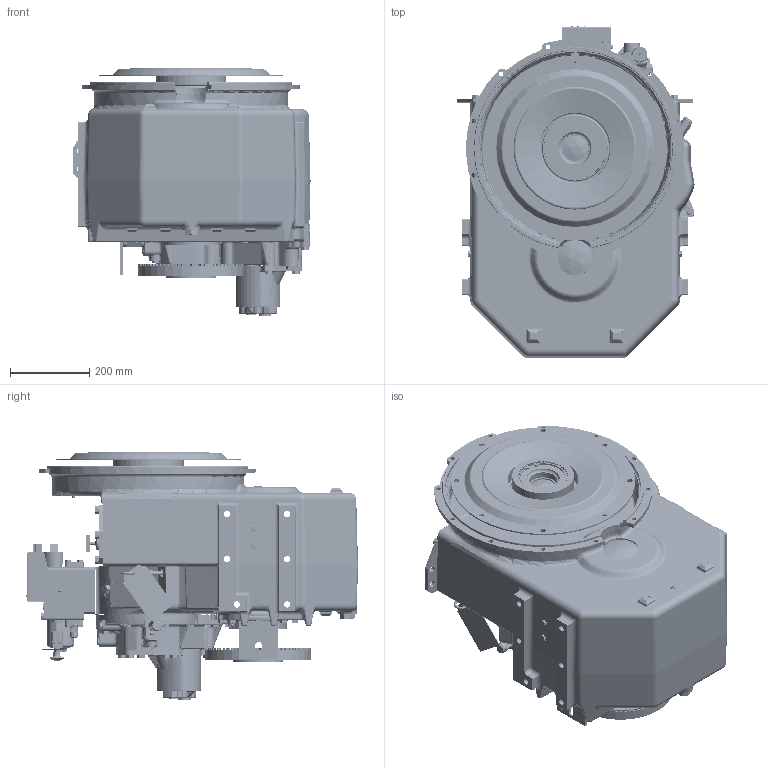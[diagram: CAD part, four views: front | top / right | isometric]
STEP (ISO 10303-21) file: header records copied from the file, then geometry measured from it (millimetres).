
FILE_DESCRIPTION (( 'STEP AP214' ), '1' );
FILE_NAME ('PX13298F.STEP', '2018-04-20T08:07:55', ( '' ), ( '' ), 'SwSTEP 2.0', 'SolidWorks 2015', '' );
FILE_SCHEMA (( 'AUTOMOTIVE_DESIGN' ));
Length unit declared in the file: millimetre
Products named in the file (1): PX13298F
Bounding box: 599.57 x 839.71 x 626.26 mm (x, y, z)
Surface area: 3475189.9 mm2 (no closed solid volume)
Topology: 0 solids, 351 shells, 4010 faces, 16215 edges, 12010 vertices
Faces by surface type: plane 1543, cylinder 1272, bspline 575, cone 262, torus 251, sphere 107
Full cylindrical faces by diameter (mm): 0.686 x1, 2.54 x5, 3 x2, 5 x1, 6 x1, 6.35 x3, 7.144 x1, 7.88 x1, 7.938 x2, 8 x3, 8.5 x2, 9.335 x2, 9.515 x1, 9.525 x2, 9.538 x3, 10 x12, 10.319 x1, 10.5 x3, 10.716 x2, 11 x4, 11.112 x1, 11.9 x12, 12 x5, 12.5 x4, 12.705 x1, 12.954 x1, 13 x1, 13.6 x4, 14 x8, 14.732 x1
Entity records: 264333 total; most frequent: CARTESIAN_POINT 96591, DIRECTION 24035, ORIENTED_EDGE 23099, EDGE_CURVE 15708, VERTEX_POINT 11916, AXIS2_PLACEMENT_3D 8819, VECTOR 6397, LINE 6397
